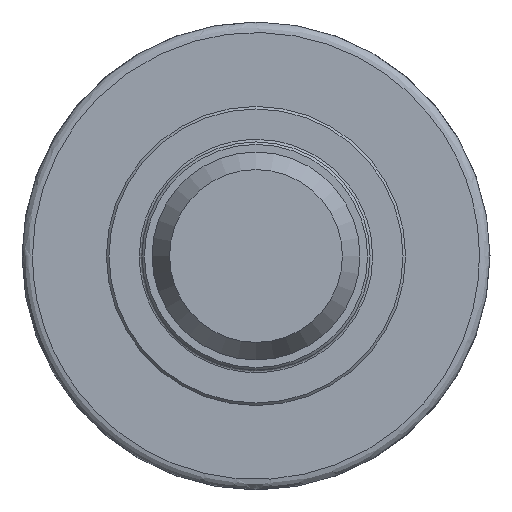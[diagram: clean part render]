
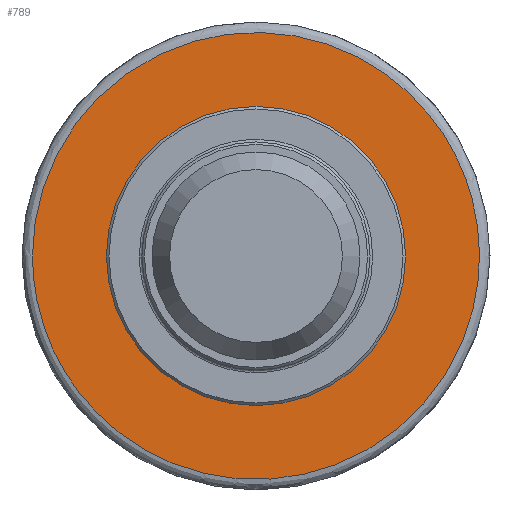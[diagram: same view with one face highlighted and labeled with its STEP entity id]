
A CAD part, left-side view. The second image highlights one B-rep face of the part: STEP entity #789.
In plain terms, the highlighted planar face has unit normal (-1, 0, 0).
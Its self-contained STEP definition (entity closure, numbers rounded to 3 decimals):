
#229 = ORIENTED_EDGE ( 'NONE', *, *, #418, .T. ) ;
#259 = EDGE_LOOP ( 'NONE', ( #229 ) ) ;
#282 = ORIENTED_EDGE ( 'NONE', *, *, #417, .F. ) ;
#295 = EDGE_LOOP ( 'NONE', ( #282 ) ) ;
#417 = EDGE_CURVE ( 'NONE', #1743, #1743, #511, .T. ) ;
#418 = EDGE_CURVE ( 'NONE', #1745, #1745, #593, .T. ) ;
#461 = AXIS2_PLACEMENT_3D ( 'NONE', #1307, #1315, #1316 ) ;
#511 =( BOUNDED_CURVE ( )  B_SPLINE_CURVE ( 3, ( #1304, #1301, #1309, #1310, #1311, #1312, #1313 ),
 .UNSPECIFIED., .T., .F. ) 
 B_SPLINE_CURVE_WITH_KNOTS ( ( 4, 3, 4 ),
 ( 0., 0.5, 1. ),
 .UNSPECIFIED. ) 
 CURVE ( )  GEOMETRIC_REPRESENTATION_ITEM ( )  RATIONAL_B_SPLINE_CURVE ( ( 1., 0.333, 0.333, 1., 0.333, 0.333, 1. ) ) 
 REPRESENTATION_ITEM ( '' )  );
#593 = CIRCLE ( 'NONE', #461, 27.65 ) ;
#695 = FACE_BOUND ( 'NONE', #259, .T. ) ;
#700 = FACE_OUTER_BOUND ( 'NONE', #295, .T. ) ;
#735 = AXIS2_PLACEMENT_3D ( 'NONE', #1615, #1622, #1623 ) ;
#789 = ADVANCED_FACE ( 'NONE', ( #700, #695 ), #1621, .T. ) ;
#1301 = CARTESIAN_POINT ( 'NONE',  ( 23.7, 44.079, 88.158 ) ) ;
#1304 = CARTESIAN_POINT ( 'NONE',  ( 23.7, 44.079, 0. ) ) ;
#1307 = CARTESIAN_POINT ( 'NONE',  ( 23.7, 0., 0. ) ) ;
#1309 = CARTESIAN_POINT ( 'NONE',  ( 23.7, -44.079, 88.158 ) ) ;
#1310 = CARTESIAN_POINT ( 'NONE',  ( 23.7, -44.079, 0. ) ) ;
#1311 = CARTESIAN_POINT ( 'NONE',  ( 23.7, -44.079, -88.158 ) ) ;
#1312 = CARTESIAN_POINT ( 'NONE',  ( 23.7, 44.079, -88.158 ) ) ;
#1313 = CARTESIAN_POINT ( 'NONE',  ( 23.7, 44.079, 0. ) ) ;
#1315 = DIRECTION ( 'NONE',  ( 1., 0., 0. ) ) ;
#1316 = DIRECTION ( 'NONE',  ( 0., 1., 0. ) ) ;
#1615 = CARTESIAN_POINT ( 'NONE',  ( 23.7, 39.27, 0. ) ) ;
#1621 = PLANE ( 'NONE',  #735 ) ;
#1622 = DIRECTION ( 'NONE',  ( -1., 0., 0. ) ) ;
#1623 = DIRECTION ( 'NONE',  ( 0., -1., 0. ) ) ;
#1743 = VERTEX_POINT ( 'NONE', #1744 ) ;
#1744 = CARTESIAN_POINT ( 'NONE',  ( 23.7, 44.079, 0. ) ) ;
#1745 = VERTEX_POINT ( 'NONE', #1746 ) ;
#1746 = CARTESIAN_POINT ( 'NONE',  ( 23.7, 27.65, 0. ) ) ;
